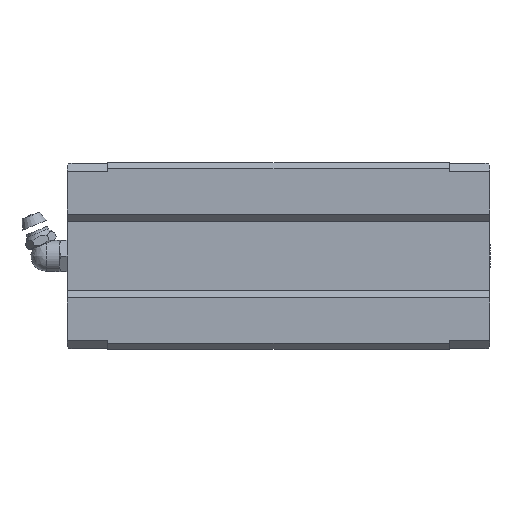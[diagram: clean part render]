
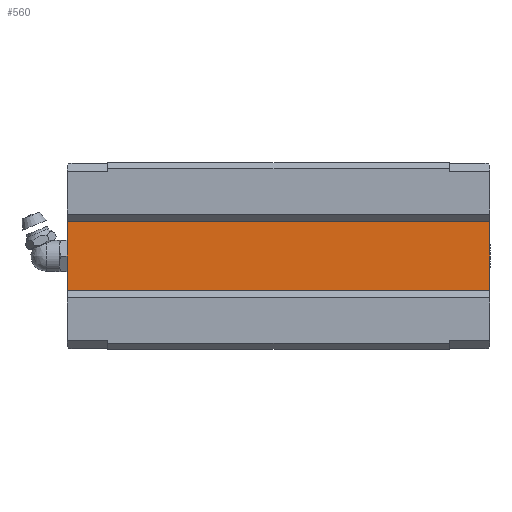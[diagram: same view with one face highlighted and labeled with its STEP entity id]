
A CAD part, front view. The second image highlights one B-rep face of the part: STEP entity #560.
In plain terms, the highlighted planar face has unit normal (0, -1, 0).
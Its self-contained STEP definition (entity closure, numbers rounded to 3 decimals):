
#122 = EDGE_CURVE ( 'NONE', #3652, #918, #1520, .T. ) ;
#156 = ORIENTED_EDGE ( 'NONE', *, *, #3588, .T. ) ;
#560 = ADVANCED_FACE ( 'NONE', ( #2078 ), #1213, .T. ) ;
#587 = DIRECTION ( 'NONE',  ( 0., 0., -1. ) ) ;
#841 = CARTESIAN_POINT ( 'NONE',  ( -54.5, 14.2, 9.323 ) ) ;
#849 = EDGE_LOOP ( 'NONE', ( #2179, #156, #5421, #2952 ) ) ;
#885 = CARTESIAN_POINT ( 'NONE',  ( 54.5, 14.2, 9.323 ) ) ;
#887 = VERTEX_POINT ( 'NONE', #4644 ) ;
#918 = VERTEX_POINT ( 'NONE', #885 ) ;
#1076 = CARTESIAN_POINT ( 'NONE',  ( 54.5, 14.2, -9.323 ) ) ;
#1213 = PLANE ( 'NONE',  #1568 ) ;
#1280 = VECTOR ( 'NONE', #4060, 1000. ) ;
#1520 = LINE ( 'NONE', #1076, #1280 ) ;
#1568 = AXIS2_PLACEMENT_3D ( 'NONE', #3373, #1719, #5606 ) ;
#1637 = LINE ( 'NONE', #2983, #5574 ) ;
#1719 = DIRECTION ( 'NONE',  ( 0., -1., 0. ) ) ;
#2078 = FACE_OUTER_BOUND ( 'NONE', #849, .T. ) ;
#2179 = ORIENTED_EDGE ( 'NONE', *, *, #122, .T. ) ;
#2222 = DIRECTION ( 'NONE',  ( -1., 0., 0. ) ) ;
#2433 = DIRECTION ( 'NONE',  ( 1., 0., 0. ) ) ;
#2952 = ORIENTED_EDGE ( 'NONE', *, *, #3991, .T. ) ;
#2983 = CARTESIAN_POINT ( 'NONE',  ( 54.5, 14.2, 9.323 ) ) ;
#3060 = EDGE_CURVE ( 'NONE', #3655, #887, #5040, .T. ) ;
#3213 = CARTESIAN_POINT ( 'NONE',  ( -54.5, 14.2, -9.323 ) ) ;
#3373 = CARTESIAN_POINT ( 'NONE',  ( 54.5, 14.2, -9.323 ) ) ;
#3588 = EDGE_CURVE ( 'NONE', #918, #3655, #1637, .T. ) ;
#3652 = VERTEX_POINT ( 'NONE', #4272 ) ;
#3655 = VERTEX_POINT ( 'NONE', #841 ) ;
#3687 = LINE ( 'NONE', #5435, #4095 ) ;
#3991 = EDGE_CURVE ( 'NONE', #887, #3652, #3687, .T. ) ;
#4060 = DIRECTION ( 'NONE',  ( 0., 0., 1. ) ) ;
#4095 = VECTOR ( 'NONE', #2433, 1000. ) ;
#4272 = CARTESIAN_POINT ( 'NONE',  ( 54.5, 14.2, -9.323 ) ) ;
#4644 = CARTESIAN_POINT ( 'NONE',  ( -54.5, 14.2, -9.323 ) ) ;
#5040 = LINE ( 'NONE', #3213, #5110 ) ;
#5110 = VECTOR ( 'NONE', #587, 1000. ) ;
#5421 = ORIENTED_EDGE ( 'NONE', *, *, #3060, .T. ) ;
#5435 = CARTESIAN_POINT ( 'NONE',  ( 54.5, 14.2, -9.323 ) ) ;
#5574 = VECTOR ( 'NONE', #2222, 1000. ) ;
#5606 = DIRECTION ( 'NONE',  ( 0., 0., -1. ) ) ;
